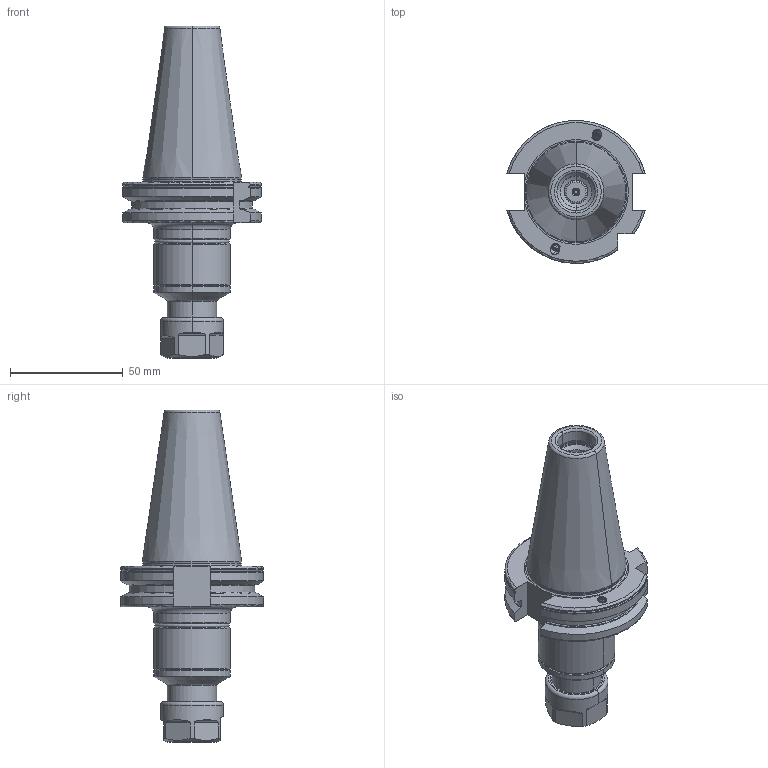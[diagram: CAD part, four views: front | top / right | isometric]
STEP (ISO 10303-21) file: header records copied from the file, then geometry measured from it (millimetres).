
FILE_DESCRIPTION((''),'2;1');
FILE_NAME('DC_403_16_02_10','2020-11-27T',('103090'),(''),'CREO PARAMETRIC BY PTC INC, 2016260','CREO PARAMETRIC BY PTC INC, 2016260','');
FILE_SCHEMA(('CONFIG_CONTROL_DESIGN'));
Length unit declared in the file: millimetre
Products named in the file (1): DC_403_16_02_10
Bounding box: 61.48 x 63.54 x 147.5 mm (x, y, z)
Volume: 142911 mm3; surface area: 28973.3 mm2
Topology: 2 solids, 2 shells, 264 faces, 628 edges, 384 vertices
Faces by surface type: plane 68, cylinder 64, cone 64, torus 63, bspline 5
Entity records: 8469 total; most frequent: CARTESIAN_POINT 2415, DIRECTION 1286, ORIENTED_EDGE 1252, EDGE_CURVE 626, AXIS2_PLACEMENT_3D 545, VERTEX_POINT 384, EDGE_LOOP 284, CIRCLE 283
